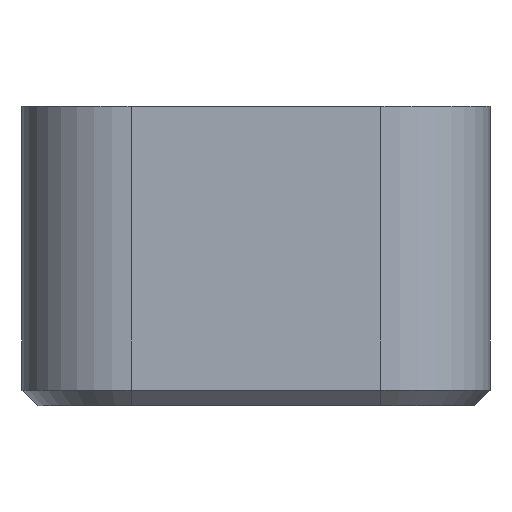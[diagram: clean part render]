
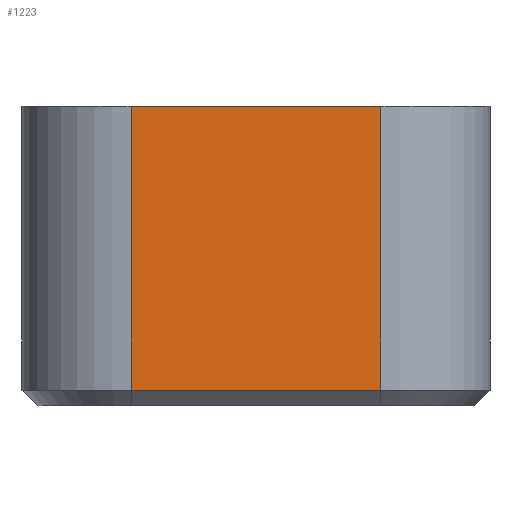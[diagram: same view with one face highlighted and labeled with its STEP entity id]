
A CAD part, left-side view. The second image highlights one B-rep face of the part: STEP entity #1223.
In plain terms, the highlighted planar face has unit normal (-1, 0, 0).
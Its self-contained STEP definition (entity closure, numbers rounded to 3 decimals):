
#32 = PLANE('',#33);
#33 = AXIS2_PLACEMENT_3D('',#34,#35,#36);
#34 = CARTESIAN_POINT('',(16.75,0.,19.2));
#35 = DIRECTION('',(0.,0.,1.));
#36 = DIRECTION('',(1.,0.,0.));
#344 = VERTEX_POINT('',#345);
#345 = CARTESIAN_POINT('',(0.,8.,19.2));
#364 = CYLINDRICAL_SURFACE('',#365,7.);
#365 = AXIS2_PLACEMENT_3D('',#366,#367,#368);
#366 = CARTESIAN_POINT('',(7.,8.,0.));
#367 = DIRECTION('',(0.,0.,1.));
#368 = DIRECTION('',(-1.,0.,0.));
#376 = EDGE_CURVE('',#344,#377,#379,.T.);
#377 = VERTEX_POINT('',#378);
#378 = CARTESIAN_POINT('',(0.,-8.,19.2));
#379 = SURFACE_CURVE('',#380,(#384,#391),.PCURVE_S1.);
#380 = LINE('',#381,#382);
#381 = CARTESIAN_POINT('',(0.,15.,19.2));
#382 = VECTOR('',#383,1.);
#383 = DIRECTION('',(0.,-1.,0.));
#384 = PCURVE('',#32,#385);
#385 = DEFINITIONAL_REPRESENTATION('',(#386),#390);
#386 = LINE('',#387,#388);
#387 = CARTESIAN_POINT('',(-16.75,15.));
#388 = VECTOR('',#389,1.);
#389 = DIRECTION('',(0.,-1.));
#390 = ( GEOMETRIC_REPRESENTATION_CONTEXT(2) 
PARAMETRIC_REPRESENTATION_CONTEXT() REPRESENTATION_CONTEXT('2D SPACE',''
  ) );
#391 = PCURVE('',#392,#397);
#392 = PLANE('',#393);
#393 = AXIS2_PLACEMENT_3D('',#394,#395,#396);
#394 = CARTESIAN_POINT('',(0.,15.,0.));
#395 = DIRECTION('',(1.,0.,0.));
#396 = DIRECTION('',(0.,-1.,0.));
#397 = DEFINITIONAL_REPRESENTATION('',(#398),#402);
#398 = LINE('',#399,#400);
#399 = CARTESIAN_POINT('',(0.,-19.2));
#400 = VECTOR('',#401,1.);
#401 = DIRECTION('',(1.,0.));
#402 = ( GEOMETRIC_REPRESENTATION_CONTEXT(2) 
PARAMETRIC_REPRESENTATION_CONTEXT() REPRESENTATION_CONTEXT('2D SPACE',''
  ) );
#425 = CYLINDRICAL_SURFACE('',#426,7.);
#426 = AXIS2_PLACEMENT_3D('',#427,#428,#429);
#427 = CARTESIAN_POINT('',(7.,-8.,0.));
#428 = DIRECTION('',(0.,0.,1.));
#429 = DIRECTION('',(0.,-1.,0.));
#1119 = VERTEX_POINT('',#1120);
#1120 = CARTESIAN_POINT('',(0.,-8.,1.));
#1147 = EDGE_CURVE('',#1119,#377,#1148,.T.);
#1148 = SURFACE_CURVE('',#1149,(#1153,#1160),.PCURVE_S1.);
#1149 = LINE('',#1150,#1151);
#1150 = CARTESIAN_POINT('',(0.,-8.,0.));
#1151 = VECTOR('',#1152,1.);
#1152 = DIRECTION('',(0.,0.,1.));
#1153 = PCURVE('',#425,#1154);
#1154 = DEFINITIONAL_REPRESENTATION('',(#1155),#1159);
#1155 = LINE('',#1156,#1157);
#1156 = CARTESIAN_POINT('',(-1.571,0.));
#1157 = VECTOR('',#1158,1.);
#1158 = DIRECTION('',(-0.,1.));
#1159 = ( GEOMETRIC_REPRESENTATION_CONTEXT(2) 
PARAMETRIC_REPRESENTATION_CONTEXT() REPRESENTATION_CONTEXT('2D SPACE',''
  ) );
#1160 = PCURVE('',#392,#1161);
#1161 = DEFINITIONAL_REPRESENTATION('',(#1162),#1166);
#1162 = LINE('',#1163,#1164);
#1163 = CARTESIAN_POINT('',(23.,0.));
#1164 = VECTOR('',#1165,1.);
#1165 = DIRECTION('',(0.,-1.));
#1166 = ( GEOMETRIC_REPRESENTATION_CONTEXT(2) 
PARAMETRIC_REPRESENTATION_CONTEXT() REPRESENTATION_CONTEXT('2D SPACE',''
  ) );
#1172 = EDGE_CURVE('',#1173,#344,#1175,.T.);
#1173 = VERTEX_POINT('',#1174);
#1174 = CARTESIAN_POINT('',(0.,8.,1.));
#1175 = SURFACE_CURVE('',#1176,(#1180,#1187),.PCURVE_S1.);
#1176 = LINE('',#1177,#1178);
#1177 = CARTESIAN_POINT('',(0.,8.,0.));
#1178 = VECTOR('',#1179,1.);
#1179 = DIRECTION('',(0.,0.,1.));
#1180 = PCURVE('',#364,#1181);
#1181 = DEFINITIONAL_REPRESENTATION('',(#1182),#1186);
#1182 = LINE('',#1183,#1184);
#1183 = CARTESIAN_POINT('',(-0.,0.));
#1184 = VECTOR('',#1185,1.);
#1185 = DIRECTION('',(-0.,1.));
#1186 = ( GEOMETRIC_REPRESENTATION_CONTEXT(2) 
PARAMETRIC_REPRESENTATION_CONTEXT() REPRESENTATION_CONTEXT('2D SPACE',''
  ) );
#1187 = PCURVE('',#392,#1188);
#1188 = DEFINITIONAL_REPRESENTATION('',(#1189),#1193);
#1189 = LINE('',#1190,#1191);
#1190 = CARTESIAN_POINT('',(7.,0.));
#1191 = VECTOR('',#1192,1.);
#1192 = DIRECTION('',(0.,-1.));
#1193 = ( GEOMETRIC_REPRESENTATION_CONTEXT(2) 
PARAMETRIC_REPRESENTATION_CONTEXT() REPRESENTATION_CONTEXT('2D SPACE',''
  ) );
#1223 = ADVANCED_FACE('',(#1224),#392,.F.);
#1224 = FACE_BOUND('',#1225,.F.);
#1225 = EDGE_LOOP('',(#1226,#1227,#1228,#1229));
#1226 = ORIENTED_EDGE('',*,*,#1172,.T.);
#1227 = ORIENTED_EDGE('',*,*,#376,.T.);
#1228 = ORIENTED_EDGE('',*,*,#1147,.F.);
#1229 = ORIENTED_EDGE('',*,*,#1230,.F.);
#1230 = EDGE_CURVE('',#1173,#1119,#1231,.T.);
#1231 = SURFACE_CURVE('',#1232,(#1236,#1243),.PCURVE_S1.);
#1232 = LINE('',#1233,#1234);
#1233 = CARTESIAN_POINT('',(0.,8.,1.));
#1234 = VECTOR('',#1235,1.);
#1235 = DIRECTION('',(0.,-1.,0.));
#1236 = PCURVE('',#392,#1237);
#1237 = DEFINITIONAL_REPRESENTATION('',(#1238),#1242);
#1238 = LINE('',#1239,#1240);
#1239 = CARTESIAN_POINT('',(7.,-1.));
#1240 = VECTOR('',#1241,1.);
#1241 = DIRECTION('',(1.,0.));
#1242 = ( GEOMETRIC_REPRESENTATION_CONTEXT(2) 
PARAMETRIC_REPRESENTATION_CONTEXT() REPRESENTATION_CONTEXT('2D SPACE',''
  ) );
#1243 = PCURVE('',#1244,#1249);
#1244 = PLANE('',#1245);
#1245 = AXIS2_PLACEMENT_3D('',#1246,#1247,#1248);
#1246 = CARTESIAN_POINT('',(0.5,8.,0.5));
#1247 = DIRECTION('',(-0.707,0.,-0.707));
#1248 = DIRECTION('',(0.,1.,0.));
#1249 = DEFINITIONAL_REPRESENTATION('',(#1250),#1254);
#1250 = LINE('',#1251,#1252);
#1251 = CARTESIAN_POINT('',(-0.,-0.707));
#1252 = VECTOR('',#1253,1.);
#1253 = DIRECTION('',(-1.,0.));
#1254 = ( GEOMETRIC_REPRESENTATION_CONTEXT(2) 
PARAMETRIC_REPRESENTATION_CONTEXT() REPRESENTATION_CONTEXT('2D SPACE',''
  ) );
